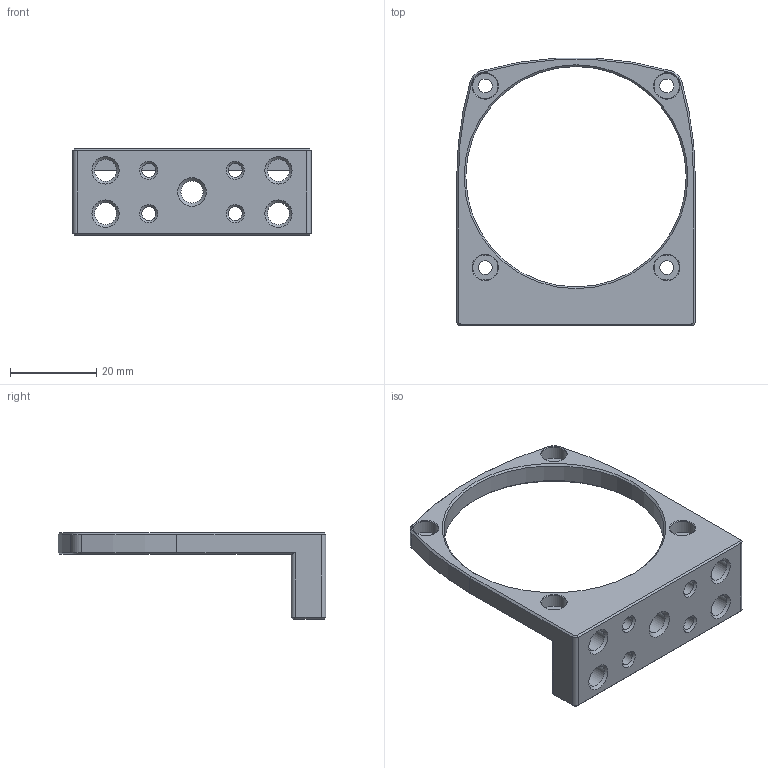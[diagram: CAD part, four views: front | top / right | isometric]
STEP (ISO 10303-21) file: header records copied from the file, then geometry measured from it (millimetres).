
FILE_DESCRIPTION(/* description */ (''),/* implementation_level */ '2;1');
FILE_NAME(/* name */ '004022_01_1-MECH-ADPT-MJ-T.stp',/* time_stamp */ '2024-05-15T12:10:56+02:00',/* author */ (''),/* organization */ (''),/* preprocessor_version */ 'ST-DEVELOPER v18.102',/* originating_system */ 'SIEMENS PLM Software NX2206.8900',/* authorisation */ '');
FILE_SCHEMA (('AUTOMOTIVE_DESIGN { 1 0 10303 214 3 1 1 1 }'));
Length unit declared in the file: millimetre
Products named in the file (1): 004022_01_1-MECH-ADPT-MJ-T
Bounding box: 55.17 x 61.96 x 20 mm (x, y, z)
Volume: 11237.9 mm3; surface area: 6999.9 mm2
Topology: 1 solids, 1 shells, 86 faces, 207 edges, 123 vertices
Faces by surface type: cone 35, cylinder 27, plane 24
Full cylindrical faces by diameter (mm): 3.2 x8, 5.1 x4, 5.11 x1, 5.8 x4, 51 x1
Entity records: 2291 total; most frequent: DIRECTION 429, CARTESIAN_POINT 360, ORIENTED_EDGE 320, AXIS2_PLACEMENT_3D 182, EDGE_CURVE 160, EDGE_LOOP 151, VERTEX_POINT 113, FACE_BOUND 110
